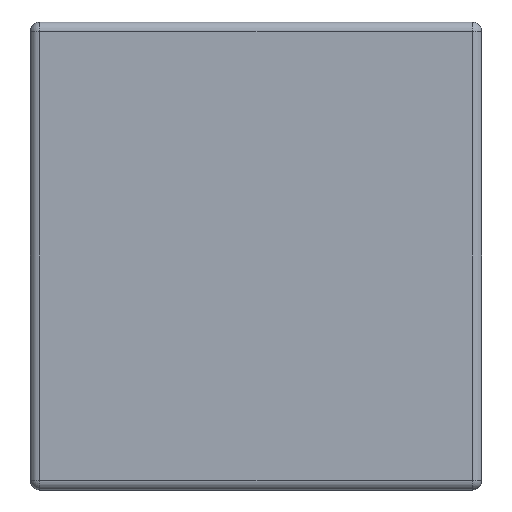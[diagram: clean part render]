
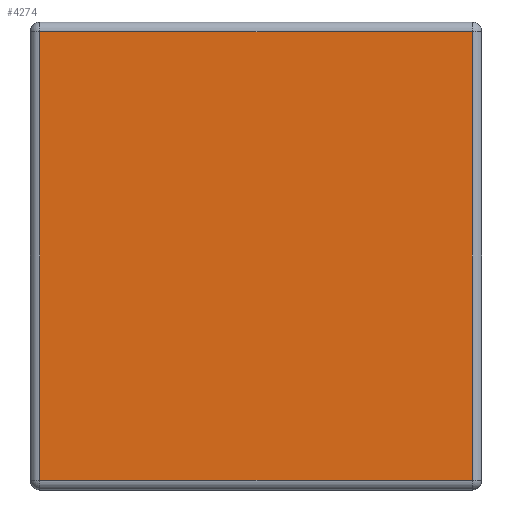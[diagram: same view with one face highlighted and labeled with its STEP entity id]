
A CAD part, left-side view. The second image highlights one B-rep face of the part: STEP entity #4274.
In plain terms, the highlighted planar face has unit normal (-1, 0, 0).
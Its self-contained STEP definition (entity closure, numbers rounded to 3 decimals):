
#202 = DIRECTION ( 'NONE',  ( -1., 0., 0. ) ) ;
#355 = DIRECTION ( 'NONE',  ( 0., -1., 0. ) ) ;
#859 = CARTESIAN_POINT ( 'NONE',  ( 0., 1.4, -0.03 ) ) ;
#957 = CARTESIAN_POINT ( 'NONE',  ( 0., 0., 0. ) ) ;
#958 = EDGE_CURVE ( 'NONE', #4453, #2375, #3452, .T. ) ;
#1181 = AXIS2_PLACEMENT_3D ( 'NONE', #957, #202, #2430 ) ;
#1445 = ORIENTED_EDGE ( 'NONE', *, *, #2656, .T. ) ;
#1589 = CARTESIAN_POINT ( 'NONE',  ( 0., 0.03, -0.03 ) ) ;
#1590 = CARTESIAN_POINT ( 'NONE',  ( 0., 0.03, 0. ) ) ;
#1764 = CARTESIAN_POINT ( 'NONE',  ( 0., 0., -1.42 ) ) ;
#1766 = EDGE_CURVE ( 'NONE', #2375, #2916, #3624, .T. ) ;
#2010 = VERTEX_POINT ( 'NONE', #3007 ) ;
#2011 = VECTOR ( 'NONE', #4159, 1000. ) ;
#2081 = VECTOR ( 'NONE', #2323, 1000. ) ;
#2101 = CARTESIAN_POINT ( 'NONE',  ( 0., 1.37, -1.42 ) ) ;
#2134 = FACE_OUTER_BOUND ( 'NONE', #2478, .T. ) ;
#2323 = DIRECTION ( 'NONE',  ( 0., 1., 0. ) ) ;
#2375 = VERTEX_POINT ( 'NONE', #4254 ) ;
#2430 = DIRECTION ( 'NONE',  ( 0., 0., 1. ) ) ;
#2478 = EDGE_LOOP ( 'NONE', ( #3942, #3150, #1445, #4520 ) ) ;
#2656 = EDGE_CURVE ( 'NONE', #2916, #2010, #4605, .T. ) ;
#2745 = PLANE ( 'NONE',  #1181 ) ;
#2916 = VERTEX_POINT ( 'NONE', #1589 ) ;
#3007 = CARTESIAN_POINT ( 'NONE',  ( 0., 1.37, -0.03 ) ) ;
#3150 = ORIENTED_EDGE ( 'NONE', *, *, #1766, .T. ) ;
#3452 = LINE ( 'NONE', #1764, #4047 ) ;
#3624 = LINE ( 'NONE', #1590, #4132 ) ;
#3815 = CARTESIAN_POINT ( 'NONE',  ( 0., 1.37, -1.45 ) ) ;
#3942 = ORIENTED_EDGE ( 'NONE', *, *, #958, .T. ) ;
#4047 = VECTOR ( 'NONE', #355, 1000. ) ;
#4132 = VECTOR ( 'NONE', #4445, 1000. ) ;
#4149 = LINE ( 'NONE', #3815, #2011 ) ;
#4159 = DIRECTION ( 'NONE',  ( 0., 0., -1. ) ) ;
#4254 = CARTESIAN_POINT ( 'NONE',  ( 0., 0.03, -1.42 ) ) ;
#4257 = EDGE_CURVE ( 'NONE', #2010, #4453, #4149, .T. ) ;
#4274 = ADVANCED_FACE ( 'NONE', ( #2134 ), #2745, .T. ) ;
#4445 = DIRECTION ( 'NONE',  ( 0., 0., 1. ) ) ;
#4453 = VERTEX_POINT ( 'NONE', #2101 ) ;
#4520 = ORIENTED_EDGE ( 'NONE', *, *, #4257, .T. ) ;
#4605 = LINE ( 'NONE', #859, #2081 ) ;
